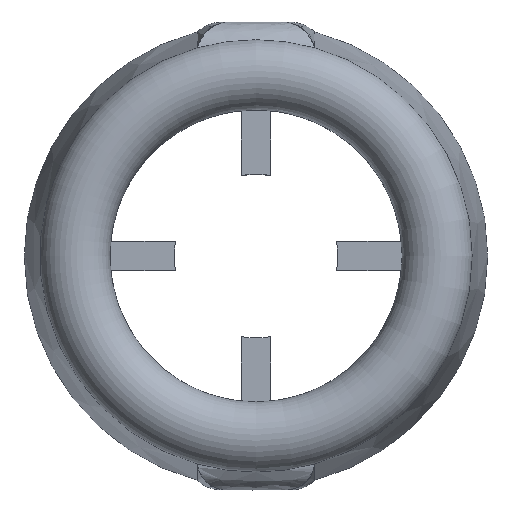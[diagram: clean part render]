
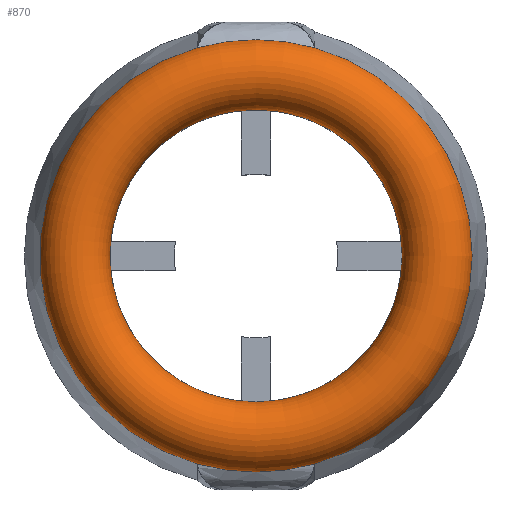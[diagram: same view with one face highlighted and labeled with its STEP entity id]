
A CAD part, top view. The second image highlights one B-rep face of the part: STEP entity #870.
In plain terms, the highlighted toroidal (fillet/blend) face has major radius 31 mm and minor radius 6 mm.
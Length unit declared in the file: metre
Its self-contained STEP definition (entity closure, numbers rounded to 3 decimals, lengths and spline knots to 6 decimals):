
#15=TOROIDAL_SURFACE('',#960,0.031,0.006);
#121=FACE_OUTER_BOUND('',#170,.T.);
#170=EDGE_LOOP('',(#752,#753,#754,#755,#756,#757,#758,#759));
#306=CIRCLE('',#937,0.036954);
#310=CIRCLE('',#946,0.036954);
#311=CIRCLE('',#948,0.036954);
#312=CIRCLE('',#949,0.036954);
#316=CIRCLE('',#954,0.036954);
#317=CIRCLE('',#956,0.025);
#319=CIRCLE('',#961,0.006);
#382=VERTEX_POINT('',#1419);
#386=VERTEX_POINT('',#1491);
#395=VERTEX_POINT('',#1623);
#396=VERTEX_POINT('',#1629);
#397=VERTEX_POINT('',#1631);
#404=VERTEX_POINT('',#1828);
#493=EDGE_CURVE('',#386,#382,#306,.T.);
#510=EDGE_CURVE('',#382,#395,#310,.T.);
#511=EDGE_CURVE('',#396,#386,#311,.T.);
#512=EDGE_CURVE('',#397,#396,#312,.T.);
#524=EDGE_CURVE('',#395,#397,#316,.T.);
#528=EDGE_CURVE('',#404,#404,#317,.T.);
#534=EDGE_CURVE('',#396,#404,#319,.T.);
#752=ORIENTED_EDGE('',*,*,#512,.T.);
#753=ORIENTED_EDGE('',*,*,#534,.T.);
#754=ORIENTED_EDGE('',*,*,#528,.T.);
#755=ORIENTED_EDGE('',*,*,#534,.F.);
#756=ORIENTED_EDGE('',*,*,#511,.T.);
#757=ORIENTED_EDGE('',*,*,#493,.T.);
#758=ORIENTED_EDGE('',*,*,#510,.T.);
#759=ORIENTED_EDGE('',*,*,#524,.T.);
#870=ADVANCED_FACE('',(#121),#15,.T.);
#937=AXIS2_PLACEMENT_3D('',#1492,#1097,#1098);
#946=AXIS2_PLACEMENT_3D('',#1627,#1120,#1121);
#948=AXIS2_PLACEMENT_3D('',#1630,#1124,#1125);
#949=AXIS2_PLACEMENT_3D('',#1632,#1126,#1127);
#954=AXIS2_PLACEMENT_3D('',#1788,#1136,#1137);
#956=AXIS2_PLACEMENT_3D('',#1830,#1142,#1143);
#960=AXIS2_PLACEMENT_3D('',#1839,#1154,#1155);
#961=AXIS2_PLACEMENT_3D('',#1840,#1156,#1157);
#1097=DIRECTION('center_axis',(0.,0.,1.));
#1098=DIRECTION('ref_axis',(-1.,0.,0.));
#1120=DIRECTION('center_axis',(0.,0.,1.));
#1121=DIRECTION('ref_axis',(-1.,0.,0.));
#1124=DIRECTION('center_axis',(0.,0.,1.));
#1125=DIRECTION('ref_axis',(-1.,0.,0.));
#1126=DIRECTION('center_axis',(0.,0.,1.));
#1127=DIRECTION('ref_axis',(-1.,0.,0.));
#1136=DIRECTION('center_axis',(0.,0.,1.));
#1137=DIRECTION('ref_axis',(-1.,0.,0.));
#1142=DIRECTION('center_axis',(0.,0.,-1.));
#1143=DIRECTION('ref_axis',(-1.,0.,0.));
#1154=DIRECTION('center_axis',(0.,0.,-1.));
#1155=DIRECTION('ref_axis',(-1.,0.,0.));
#1156=DIRECTION('center_axis',(0.,-1.,0.));
#1157=DIRECTION('ref_axis',(1.,0.,0.));
#1419=CARTESIAN_POINT('',(-0.01,0.035575,0.024371));
#1491=CARTESIAN_POINT('',(0.01,0.035575,0.024371));
#1492=CARTESIAN_POINT('Origin',(0.,0.,0.024371));
#1623=CARTESIAN_POINT('',(-0.01,-0.035575,0.024371));
#1627=CARTESIAN_POINT('Origin',(0.,0.,0.024371));
#1629=CARTESIAN_POINT('',(0.036954,0.,0.024371));
#1630=CARTESIAN_POINT('Origin',(0.,0.,0.024371));
#1631=CARTESIAN_POINT('',(0.01,-0.035575,0.024371));
#1632=CARTESIAN_POINT('Origin',(0.,0.,0.024371));
#1788=CARTESIAN_POINT('Origin',(0.,0.,0.024371));
#1828=CARTESIAN_POINT('',(0.025,0.,0.023626));
#1830=CARTESIAN_POINT('Origin',(0.,0.,0.023626));
#1839=CARTESIAN_POINT('Origin',(0.,0.,0.023626));
#1840=CARTESIAN_POINT('Origin',(0.031,0.,0.023626));
